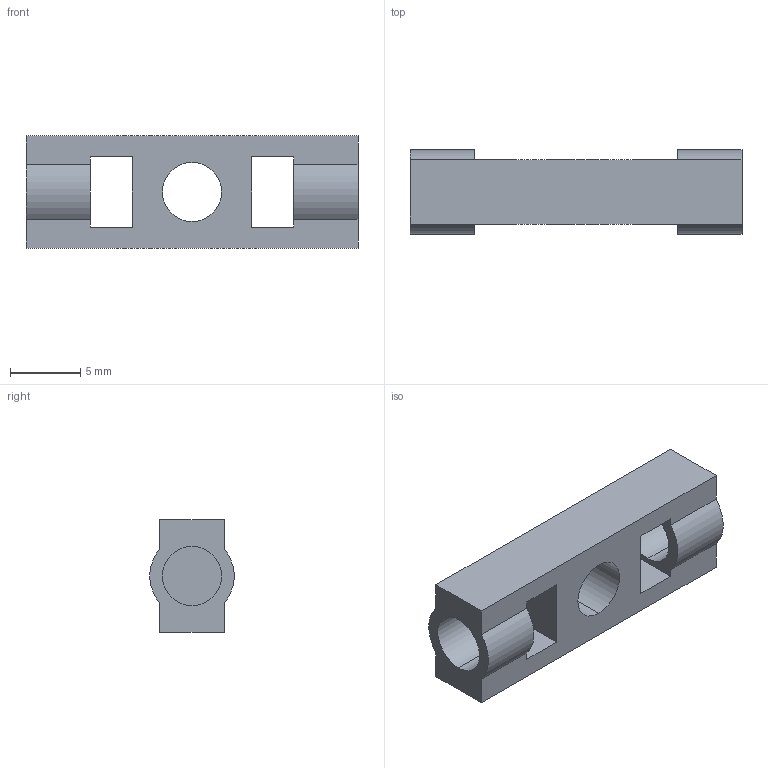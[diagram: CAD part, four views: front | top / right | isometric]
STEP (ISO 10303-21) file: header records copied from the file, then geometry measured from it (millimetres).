
FILE_DESCRIPTION (( 'STEP AP214' ), '1' );
FILE_NAME ('228-2500-171.STEP', '2014-03-06T18:54:09', ( '' ), ( '' ), 'SwSTEP 2.0', 'SolidWorks 2013', '' );
FILE_SCHEMA (( 'AUTOMOTIVE_DESIGN' ));
Length unit declared in the file: millimetre
Products named in the file (1): 228-2500-171
Bounding box: 23.62 x 5.98 x 8 mm (x, y, z)
Volume: 571.5 mm3; surface area: 872.7 mm2
Topology: 1 solids, 1 shells, 24 faces, 78 edges, 52 vertices
Faces by surface type: plane 14, cylinder 10
Entity records: 916 total; most frequent: ORIENTED_EDGE 156, CARTESIAN_POINT 155, DIRECTION 148, EDGE_CURVE 78, VECTOR 58, LINE 58, VERTEX_POINT 52, AXIS2_PLACEMENT_3D 45
